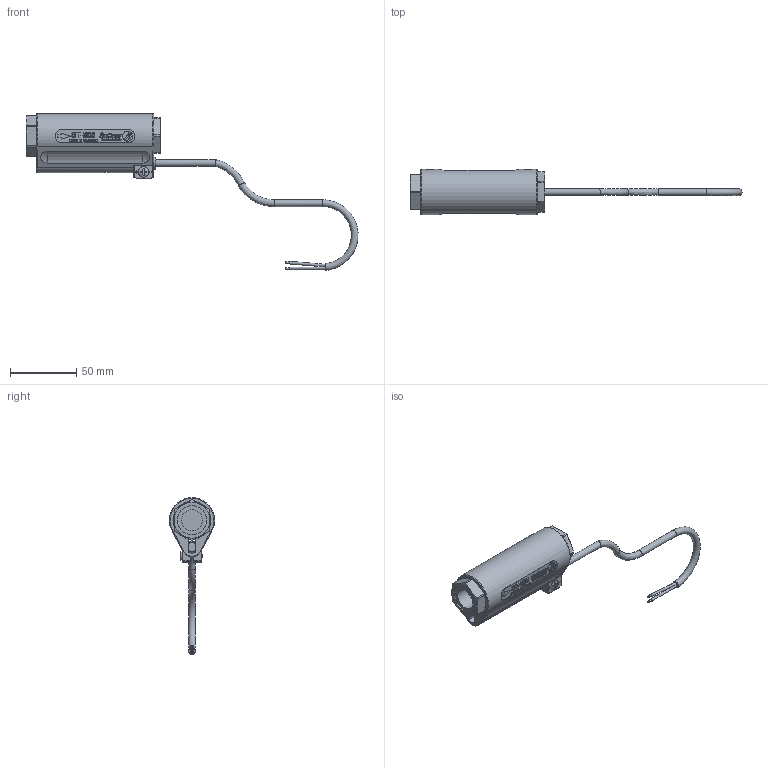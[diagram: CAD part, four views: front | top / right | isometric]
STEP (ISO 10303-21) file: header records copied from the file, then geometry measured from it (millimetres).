
FILE_DESCRIPTION(/* description */ ('Unknown'),/* implementation_level */ '2;1');
FILE_NAME(/* name */ '200505707',/* time_stamp */ '2022-10-07T13:45:08+02:00',/* author */ ('Unknown'),/* organization */ ('Unknown'),/* preprocessor_version */ 'ST-DEVELOPER v18.102',/* originating_system */ 'Solid Edge',/* authorisation */ 'Unknown');
FILE_SCHEMA (('AUTOMOTIVE_DESIGN {1 0 10303 214 3 1 1}'));
Length unit declared in the file: millimetre
Products named in the file (1): Part1
Bounding box: 249.94 x 34 x 118.02 mm (x, y, z)
Volume: 85416.2 mm3; surface area: 52453.4 mm2
Topology: 2 solids, 2 shells, 1492 faces, 3821 edges, 2514 vertices
Faces by surface type: plane 964, bspline 231, cylinder 209, cone 64, sphere 13, torus 11
Full cylindrical faces by diameter (mm): 0.203 x4, 3 x1, 3.1 x1, 3.12 x1, 3.3 x1, 4 x7, 4.2 x2, 5.1 x2, 5.899 x1, 6 x2, 6.299 x1, 6.5 x1, 7.8 x1, 8 x3, 9 x1, 9.799 x1, 9.8 x1, 15 x1, 15.33 x1, 15.81 x1, 15.998 x2, 16.198 x1, 16.8 x1, 20 x2, 21.5 x1, 22 x2
Entity records: 67973 total; most frequent: CARTESIAN_POINT 24986, ORIENTED_EDGE 7344, DIRECTION 5215, EDGE_CURVE 3672, VERTEX_POINT 2482, EDGE_LOOP 1842, FACE_BOUND 1842, AXIS2_PLACEMENT_3D 1759
